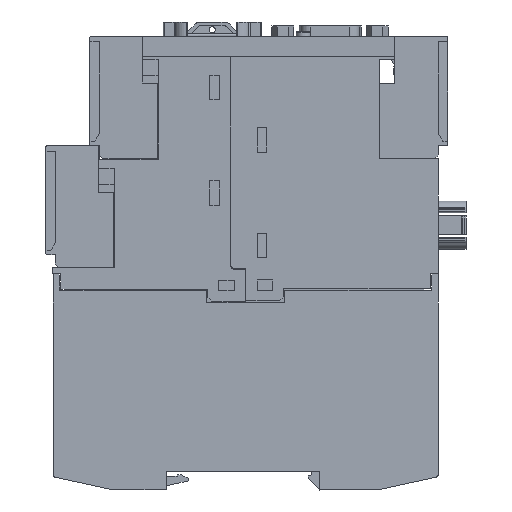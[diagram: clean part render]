
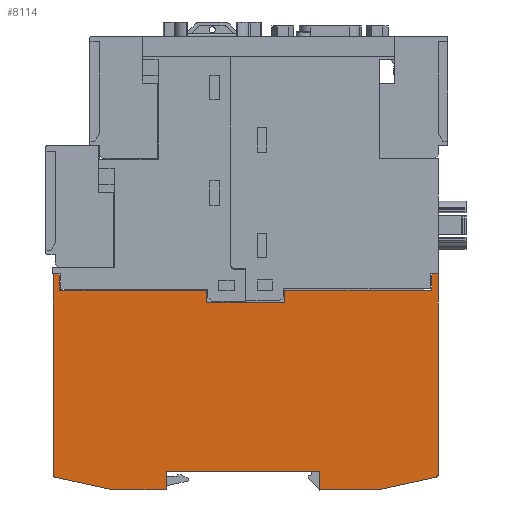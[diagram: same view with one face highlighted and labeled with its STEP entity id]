
A CAD part, left-side view. The second image highlights one B-rep face of the part: STEP entity #8114.
In plain terms, the highlighted planar face has unit normal (-1, 0, 0).
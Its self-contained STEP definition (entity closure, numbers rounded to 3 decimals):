
#8114=ADVANCED_FACE('',(#16453),#16454,.F.);
#16453=FACE_OUTER_BOUND('',#24783,.T.);
#16454=PLANE('',#24784);
#24783=EDGE_LOOP('',(#50382,#50383,#50384,#50385,#50386,#50387,#50388,#50389,#50390,#50391,#50392,#50393,#50394,#50395,#50396,#50397,#50398,#50399,#50400,#50401,#50402,#50403));
#24784=AXIS2_PLACEMENT_3D('',#50404,#50405,#50406);
#50382=ORIENTED_EDGE('',*,*,#60518,.T.);
#50383=ORIENTED_EDGE('',*,*,#60454,.T.);
#50384=ORIENTED_EDGE('',*,*,#60459,.T.);
#50385=ORIENTED_EDGE('',*,*,#60462,.T.);
#50386=ORIENTED_EDGE('',*,*,#60466,.T.);
#50387=ORIENTED_EDGE('',*,*,#60469,.T.);
#50388=ORIENTED_EDGE('',*,*,#60471,.T.);
#50389=ORIENTED_EDGE('',*,*,#60290,.T.);
#50390=ORIENTED_EDGE('',*,*,#60475,.T.);
#50391=ORIENTED_EDGE('',*,*,#60478,.T.);
#50392=ORIENTED_EDGE('',*,*,#57722,.T.);
#50393=ORIENTED_EDGE('',*,*,#60482,.T.);
#50394=ORIENTED_EDGE('',*,*,#60486,.F.);
#50395=ORIENTED_EDGE('',*,*,#60490,.T.);
#50396=ORIENTED_EDGE('',*,*,#60493,.T.);
#50397=ORIENTED_EDGE('',*,*,#60496,.T.);
#50398=ORIENTED_EDGE('',*,*,#60344,.T.);
#50399=ORIENTED_EDGE('',*,*,#60396,.T.);
#50400=ORIENTED_EDGE('',*,*,#60503,.T.);
#50401=ORIENTED_EDGE('',*,*,#60507,.T.);
#50402=ORIENTED_EDGE('',*,*,#60511,.F.);
#50403=ORIENTED_EDGE('',*,*,#60515,.T.);
#50404=CARTESIAN_POINT('',(0.1,58.352,28.736));
#50405=DIRECTION('',(1.0,0.0,0.0));
#50406=DIRECTION('',(0.0,0.0,-1.0));
#57722=EDGE_CURVE('',#71495,#71492,#71496,.T.);
#60290=EDGE_CURVE('',#75203,#75201,#75204,.T.);
#60344=EDGE_CURVE('',#75261,#75283,#75285,.T.);
#60396=EDGE_CURVE('',#75283,#75357,#75359,.T.);
#60454=EDGE_CURVE('',#75444,#75442,#75445,.T.);
#60459=EDGE_CURVE('',#75442,#75450,#75452,.T.);
#60462=EDGE_CURVE('',#75450,#75454,#75456,.T.);
#60466=EDGE_CURVE('',#75454,#75459,#75461,.T.);
#60469=EDGE_CURVE('',#75459,#75463,#75465,.T.);
#60471=EDGE_CURVE('',#75463,#75203,#75467,.T.);
#60475=EDGE_CURVE('',#75201,#75471,#75473,.T.);
#60478=EDGE_CURVE('',#75471,#71495,#75476,.T.);
#60482=EDGE_CURVE('',#71492,#75480,#75482,.T.);
#60486=EDGE_CURVE('',#75486,#75480,#75488,.T.);
#60490=EDGE_CURVE('',#75486,#75492,#75494,.T.);
#60493=EDGE_CURVE('',#75492,#75496,#75498,.T.);
#60496=EDGE_CURVE('',#75496,#75261,#75501,.T.);
#60503=EDGE_CURVE('',#75357,#75509,#75511,.T.);
#60507=EDGE_CURVE('',#75509,#75515,#75517,.T.);
#60511=EDGE_CURVE('',#75521,#75515,#75523,.T.);
#60515=EDGE_CURVE('',#75521,#75527,#75529,.T.);
#60518=EDGE_CURVE('',#75527,#75444,#75532,.T.);
#71492=VERTEX_POINT('',#91320);
#71495=VERTEX_POINT('',#91324);
#71496=LINE('',#91325,#91326);
#75201=VERTEX_POINT('',#96736);
#75203=VERTEX_POINT('',#96739);
#75204=LINE('',#96740,#96741);
#75261=VERTEX_POINT('',#96820);
#75283=VERTEX_POINT('',#96853);
#75285=LINE('',#96856,#96857);
#75357=VERTEX_POINT('',#96964);
#75359=LINE('',#96967,#96968);
#75442=VERTEX_POINT('',#97090);
#75444=VERTEX_POINT('',#97093);
#75445=LINE('',#97094,#97095);
#75450=VERTEX_POINT('',#97102);
#75452=LINE('',#97105,#97106);
#75454=VERTEX_POINT('',#97108);
#75456=LINE('',#97111,#97112);
#75459=VERTEX_POINT('',#97116);
#75461=LINE('',#97119,#97120);
#75463=VERTEX_POINT('',#97122);
#75465=LINE('',#97125,#97126);
#75467=LINE('',#97128,#97129);
#75471=VERTEX_POINT('',#97134);
#75473=LINE('',#97137,#97138);
#75476=LINE('',#97142,#97143);
#75480=VERTEX_POINT('',#97148);
#75482=LINE('',#97151,#97152);
#75486=VERTEX_POINT('',#97156);
#75488=CIRCLE('',#97159,0.8);
#75492=VERTEX_POINT('',#97164);
#75494=LINE('',#97167,#97168);
#75496=VERTEX_POINT('',#97170);
#75498=LINE('',#97173,#97174);
#75501=LINE('',#97178,#97179);
#75509=VERTEX_POINT('',#97190);
#75511=LINE('',#97193,#97194);
#75515=VERTEX_POINT('',#97199);
#75517=LINE('',#97202,#97203);
#75521=VERTEX_POINT('',#97207);
#75523=CIRCLE('',#97210,0.8);
#75527=VERTEX_POINT('',#97215);
#75529=LINE('',#97218,#97219);
#75532=LINE('',#97223,#97224);
#91320=CARTESIAN_POINT('',(0.1,109.33,57.2));
#91324=CARTESIAN_POINT('',(0.1,107.93,57.2));
#91325=CARTESIAN_POINT('',(0.1,107.93,57.2));
#91326=VECTOR('',#104542,1.0);
#96736=CARTESIAN_POINT('',(0.1,107.53,52.9));
#96739=CARTESIAN_POINT('',(0.1,68.63,52.9));
#96740=CARTESIAN_POINT('',(0.1,68.63,52.9));
#96741=VECTOR('',#106636,1.0);
#96820=CARTESIAN_POINT('',(0.1,79.33,5.));
#96853=CARTESIAN_POINT('',(0.1,38.83,5.));
#96856=CARTESIAN_POINT('',(0.1,79.33,5.));
#96857=VECTOR('',#106689,1.0);
#96964=CARTESIAN_POINT('',(0.1,38.83,0.));
#96967=CARTESIAN_POINT('',(0.1,38.83,5.));
#96968=VECTOR('',#106726,1.0);
#97090=CARTESIAN_POINT('',(0.1,9.13,56.8));
#97093=CARTESIAN_POINT('',(0.1,8.73,57.2));
#97094=CARTESIAN_POINT('',(0.1,8.73,57.2));
#97095=VECTOR('',#106767,1.0);
#97102=CARTESIAN_POINT('',(0.1,9.13,52.9));
#97105=CARTESIAN_POINT('',(0.1,9.13,56.8));
#97106=VECTOR('',#106771,1.0);
#97108=CARTESIAN_POINT('',(0.1,48.03,52.9));
#97111=CARTESIAN_POINT('',(0.1,9.13,52.9));
#97112=VECTOR('',#106773,1.0);
#97116=CARTESIAN_POINT('',(0.1,48.03,49.7));
#97119=CARTESIAN_POINT('',(0.1,48.03,52.9));
#97120=VECTOR('',#106776,1.0);
#97122=CARTESIAN_POINT('',(0.1,68.63,49.7));
#97125=CARTESIAN_POINT('',(0.1,48.03,49.7));
#97126=VECTOR('',#106778,1.0);
#97128=CARTESIAN_POINT('',(0.1,68.63,49.7));
#97129=VECTOR('',#106779,1.0);
#97134=CARTESIAN_POINT('',(0.1,107.53,56.8));
#97137=CARTESIAN_POINT('',(0.1,107.53,52.9));
#97138=VECTOR('',#106782,1.0);
#97142=CARTESIAN_POINT('',(0.1,107.53,56.8));
#97143=VECTOR('',#106784,1.0);
#97148=CARTESIAN_POINT('',(0.1,109.33,4.144));
#97151=CARTESIAN_POINT('',(0.1,109.33,57.2));
#97152=VECTOR('',#106787,1.0);
#97156=CARTESIAN_POINT('',(0.1,108.701,3.362));
#97159=AXIS2_PLACEMENT_3D('',#106792,#106793,#106794);
#97164=CARTESIAN_POINT('',(0.1,93.33,0.));
#97167=CARTESIAN_POINT('',(0.1,108.701,3.362));
#97168=VECTOR('',#106797,1.0);
#97170=CARTESIAN_POINT('',(0.1,79.33,0.));
#97173=CARTESIAN_POINT('',(0.1,93.33,0.));
#97174=VECTOR('',#106799,1.0);
#97178=CARTESIAN_POINT('',(0.1,79.33,0.));
#97179=VECTOR('',#106801,1.0);
#97190=CARTESIAN_POINT('',(0.1,23.33,0.));
#97193=CARTESIAN_POINT('',(0.1,38.83,0.));
#97194=VECTOR('',#106806,1.0);
#97199=CARTESIAN_POINT('',(0.1,7.959,3.362));
#97202=CARTESIAN_POINT('',(0.1,23.33,0.));
#97203=VECTOR('',#106809,1.0);
#97207=CARTESIAN_POINT('',(0.1,7.33,4.144));
#97210=AXIS2_PLACEMENT_3D('',#106814,#106815,#106816);
#97215=CARTESIAN_POINT('',(0.1,7.33,57.2));
#97218=CARTESIAN_POINT('',(0.1,7.33,4.144));
#97219=VECTOR('',#106819,1.0);
#97223=CARTESIAN_POINT('',(0.1,7.33,57.2));
#97224=VECTOR('',#106821,1.0);
#104542=DIRECTION('',(0.0,1.0,0.0));
#106636=DIRECTION('',(0.0,1.0,0.0));
#106689=DIRECTION('',(0.0,-1.0,0.0));
#106726=DIRECTION('',(0.0,0.0,-1.0));
#106767=DIRECTION('',(0.0,0.707,-0.707));
#106771=DIRECTION('',(0.0,0.0,-1.0));
#106773=DIRECTION('',(0.0,1.0,0.0));
#106776=DIRECTION('',(0.0,0.0,-1.0));
#106778=DIRECTION('',(0.0,1.0,0.0));
#106779=DIRECTION('',(0.0,0.0,1.0));
#106782=DIRECTION('',(0.0,0.0,1.0));
#106784=DIRECTION('',(0.0,0.707,0.707));
#106787=DIRECTION('',(0.0,0.0,-1.0));
#106792=CARTESIAN_POINT('',(0.1,108.53,4.144));
#106793=DIRECTION('',(1.0,0.0,0.0));
#106794=DIRECTION('',(0.0,0.214,-0.977));
#106797=DIRECTION('',(0.0,-0.977,-0.214));
#106799=DIRECTION('',(0.0,-1.0,0.0));
#106801=DIRECTION('',(0.0,0.0,1.0));
#106806=DIRECTION('',(0.0,-1.0,0.0));
#106809=DIRECTION('',(0.0,-0.977,0.214));
#106814=CARTESIAN_POINT('',(0.1,8.13,4.144));
#106815=DIRECTION('',(1.0,0.0,0.0));
#106816=DIRECTION('',(0.0,-1.0,0.));
#106819=DIRECTION('',(0.0,0.0,1.0));
#106821=DIRECTION('',(0.0,1.0,0.0));
